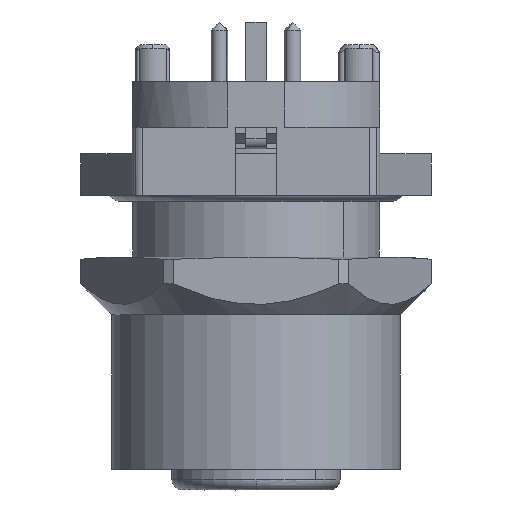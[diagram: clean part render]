
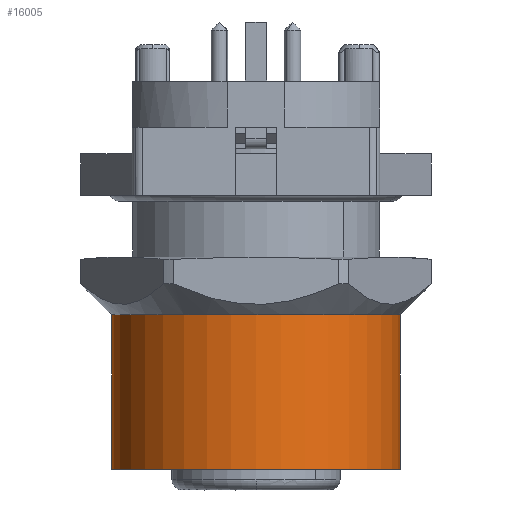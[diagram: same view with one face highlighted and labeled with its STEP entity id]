
A CAD part, front view. The second image highlights one B-rep face of the part: STEP entity #16005.
In plain terms, the highlighted cylindrical face has radius 7 mm (diameter 14 mm), a partial arc.
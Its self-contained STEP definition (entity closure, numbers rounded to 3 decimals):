
#15946=AXIS2_PLACEMENT_3D('Circle Axis2P3D',#15944,#15945,$) ;
#15992=AXIS2_PLACEMENT_3D('Cylinder Axis2P3D',#15989,#15990,#15991) ;
#15996=AXIS2_PLACEMENT_3D('Circle Axis2P3D',#15994,#15995,$) ;
#15939=CARTESIAN_POINT('Vertex',(1.5,8.5,1.)) ;
#15941=CARTESIAN_POINT('Vertex',(15.5,8.5,1.)) ;
#15944=CARTESIAN_POINT('Axis2P3D Location',(8.5,8.5,1.)) ;
#15963=CARTESIAN_POINT('Line Origine',(1.5,8.5,4.75)) ;
#15967=CARTESIAN_POINT('Vertex',(1.5,8.5,8.5)) ;
#15974=CARTESIAN_POINT('Vertex',(15.5,8.5,8.5)) ;
#15977=CARTESIAN_POINT('Line Origine',(15.5,8.5,4.75)) ;
#15989=CARTESIAN_POINT('Axis2P3D Location',(8.5,8.5,4.75)) ;
#15994=CARTESIAN_POINT('Axis2P3D Location',(8.5,8.5,8.5)) ;
#15945=DIRECTION('Axis2P3D Direction',(0.,0.,-1.)) ;
#15964=DIRECTION('Vector Direction',(0.,0.,-1.)) ;
#15978=DIRECTION('Vector Direction',(0.,0.,-1.)) ;
#15990=DIRECTION('Axis2P3D Direction',(0.,0.,-1.)) ;
#15991=DIRECTION('Axis2P3D XDirection',(1.,0.,0.)) ;
#15995=DIRECTION('Axis2P3D Direction',(0.,0.,-1.)) ;
#15965=VECTOR('Line Direction',#15964,1.) ;
#15979=VECTOR('Line Direction',#15978,1.) ;
#16000=ORIENTED_EDGE('',*,*,#15981,.F.) ;
#16001=ORIENTED_EDGE('',*,*,#15998,.T.) ;
#16002=ORIENTED_EDGE('',*,*,#15969,.F.) ;
#16003=ORIENTED_EDGE('',*,*,#15948,.F.) ;
#16005=ADVANCED_FACE('V2',(#16004),#15993,.T.) ;
#15947=CIRCLE('generated circle',#15946,7.) ;
#15997=CIRCLE('generated circle',#15996,7.) ;
#15993=CYLINDRICAL_SURFACE('generated cylinder',#15992,7.) ;
#15948=EDGE_CURVE('',#15942,#15940,#15947,.T.) ;
#15969=EDGE_CURVE('',#15940,#15968,#15966,.F.) ;
#15981=EDGE_CURVE('',#15975,#15942,#15980,.T.) ;
#15998=EDGE_CURVE('',#15975,#15968,#15997,.T.) ;
#15999=EDGE_LOOP('',(#16000,#16001,#16002,#16003)) ;
#16004=FACE_OUTER_BOUND('',#15999,.T.) ;
#15966=LINE('Line',#15963,#15965) ;
#15980=LINE('Line',#15977,#15979) ;
#15940=VERTEX_POINT('',#15939) ;
#15942=VERTEX_POINT('',#15941) ;
#15968=VERTEX_POINT('',#15967) ;
#15975=VERTEX_POINT('',#15974) ;
